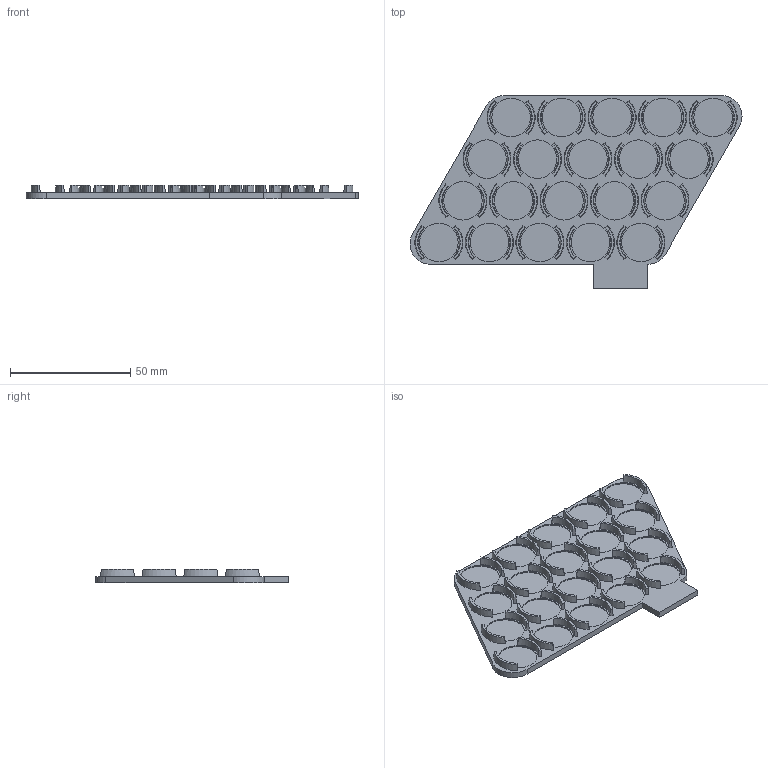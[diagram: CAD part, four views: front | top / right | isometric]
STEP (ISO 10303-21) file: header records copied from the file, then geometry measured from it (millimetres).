
FILE_DESCRIPTION(/* description */ (''),/* implementation_level */ '2;1');
FILE_NAME(/* name */ 'STEP_electrode_container_plate_rev_A_v1.step',/* time_stamp */ '2025-05-20T17:40:21-04:00',/* author */ (''),/* organization */ (''),/* preprocessor_version */ 'ST-DEVELOPER v20.1',/* originating_system */ 'Autodesk Translation Framework v14.4.0.0',/* authorisation */ '');
FILE_SCHEMA (('AUTOMOTIVE_DESIGN { 1 0 10303 214 3 1 1 }'));
Length unit declared in the file: millimetre
Products named in the file (1): electrode container plate rev A
Bounding box: 138.03 x 80.1 x 5.5 mm (x, y, z)
Volume: 18762.4 mm3; surface area: 21794.9 mm2
Topology: 1 solids, 1 shells, 453 faces, 1053 edges, 702 vertices
Faces by surface type: plane 269, cylinder 104, cone 80
Full cylindrical faces by diameter (mm): 16 x20
Entity records: 12848 total; most frequent: CARTESIAN_POINT 2529, DIRECTION 2169, ORIENTED_EDGE 2106, EDGE_CURVE 1053, AXIS2_PLACEMENT_3D 822, VERTEX_POINT 702, EDGE_LOOP 553, LINE 525
